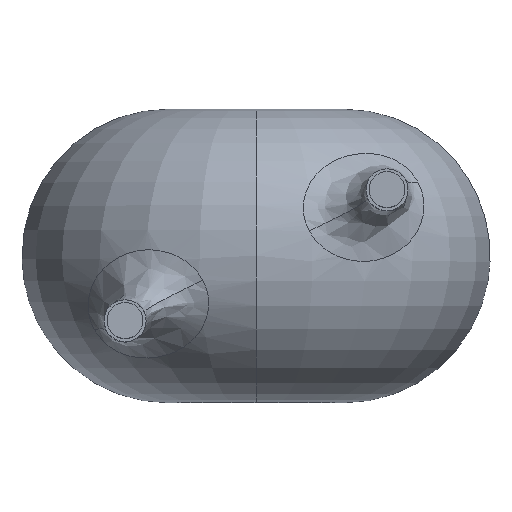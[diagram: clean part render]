
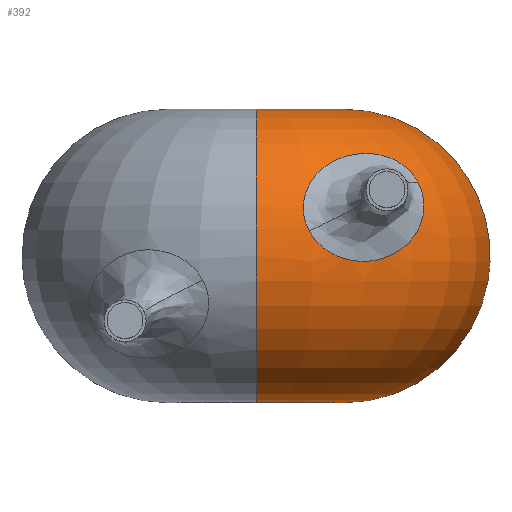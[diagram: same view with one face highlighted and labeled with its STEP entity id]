
A CAD part, top view. The second image highlights one B-rep face of the part: STEP entity #392.
In plain terms, the highlighted toroidal (fillet/blend) face has major radius 1.7 mm and minor radius 2.8 mm.
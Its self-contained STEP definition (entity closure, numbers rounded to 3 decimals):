
#2 = CARTESIAN_POINT ( 'NONE',  ( 2.212, 1.955, 2.976 ) ) ;
#7 = CIRCLE ( 'NONE', #939, 2.8 ) ;
#37 = EDGE_CURVE ( 'NONE', #254, #754, #961, .T. ) ;
#40 = DIRECTION ( 'NONE',  ( 0., 0., 1. ) ) ;
#44 = CARTESIAN_POINT ( 'NONE',  ( 1.015, 0.472, 4.343 ) ) ;
#60 = CARTESIAN_POINT ( 'NONE',  ( 1.462, 1.801, 3.559 ) ) ;
#94 = CARTESIAN_POINT ( 'NONE',  ( 1.267, 0.161, 4.314 ) ) ;
#100 = CARTESIAN_POINT ( 'NONE',  ( 1.015, 0.472, 4.343 ) ) ;
#104 = FACE_BOUND ( 'NONE', #153, .T. ) ;
#109 = CIRCLE ( 'NONE', #369, 1.7 ) ;
#118 = DIRECTION ( 'NONE',  ( 1., 0., 0. ) ) ;
#120 = DIRECTION ( 'NONE',  ( 0., 1., 0. ) ) ;
#138 = CARTESIAN_POINT ( 'NONE',  ( 1.015, 0.472, 4.343 ) ) ;
#153 = EDGE_LOOP ( 'NONE', ( #869, #703 ) ) ;
#154 = CARTESIAN_POINT ( 'NONE',  ( 0.949, 0.618, 4.329 ) ) ;
#164 = CARTESIAN_POINT ( 'NONE',  ( 0.911, 0.773, 4.297 ) ) ;
#176 = CARTESIAN_POINT ( 'NONE',  ( 3.024, 0.323, 3.329 ) ) ;
#189 = CARTESIAN_POINT ( 'NONE',  ( 3.179, 0.695, 3.066 ) ) ;
#198 = B_SPLINE_CURVE_WITH_KNOTS ( 'NONE', 3,
 ( #504, #330, #982, #837, #585, #518, #189, #176, #898, #262, #253, #425, #753, #903, #596, #94, #430, #914, #827, #100 ),
 .UNSPECIFIED., .F., .F.,
 ( 4, 2, 2, 2, 2, 2, 2, 2, 2, 4 ),
 ( 0., 0.001, 0.001, 0.001, 0.002, 0.003, 0.003, 0.004, 0.004, 0.004 ),
 .UNSPECIFIED. ) ;
#222 = CARTESIAN_POINT ( 'NONE',  ( 3.003, 1.542, 2.701 ) ) ;
#227 = VERTEX_POINT ( 'NONE', #974 ) ;
#234 = CARTESIAN_POINT ( 'NONE',  ( 1.074, 1.467, 3.947 ) ) ;
#240 = CARTESIAN_POINT ( 'NONE',  ( 2.83, 1.713, 2.706 ) ) ;
#253 = CARTESIAN_POINT ( 'NONE',  ( 2.32, -0.089, 3.858 ) ) ;
#254 = VERTEX_POINT ( 'NONE', #818 ) ;
#262 = CARTESIAN_POINT ( 'NONE',  ( 2.455, -0.05, 3.774 ) ) ;
#266 = AXIS2_PLACEMENT_3D ( 'NONE', #787, #118, #451 ) ;
#299 = DIRECTION ( 'NONE',  ( 0., 0., 1. ) ) ;
#306 = CARTESIAN_POINT ( 'NONE',  ( 0., -2.8, 0. ) ) ;
#310 = CARTESIAN_POINT ( 'NONE',  ( 0., -2.8, 1.7 ) ) ;
#330 = CARTESIAN_POINT ( 'NONE',  ( 3.126, 1.336, 2.748 ) ) ;
#369 = AXIS2_PLACEMENT_3D ( 'NONE', #306, #640, #299 ) ;
#392 = ADVANCED_FACE ( 'NONE', ( #104, #916 ), #1027, .T. ) ;
#415 = VERTEX_POINT ( 'NONE', #931 ) ;
#421 = ORIENTED_EDGE ( 'NONE', *, *, #497, .T. ) ;
#425 = CARTESIAN_POINT ( 'NONE',  ( 2.039, -0.118, 4.012 ) ) ;
#430 = CARTESIAN_POINT ( 'NONE',  ( 1.207, 0.214, 4.328 ) ) ;
#448 = EDGE_CURVE ( 'NONE', #807, #415, #7, .T. ) ;
#451 = DIRECTION ( 'NONE',  ( 0., 0., -1. ) ) ;
#474 = CARTESIAN_POINT ( 'NONE',  ( 1.158, 1.567, 3.854 ) ) ;
#480 = CARTESIAN_POINT ( 'NONE',  ( 1.695, 1.898, 3.358 ) ) ;
#485 = CARTESIAN_POINT ( 'NONE',  ( 0.906, 1.08, 4.192 ) ) ;
#497 = EDGE_CURVE ( 'NONE', #807, #254, #109, .T. ) ;
#504 = CARTESIAN_POINT ( 'NONE',  ( 3.087, 1.406, 2.73 ) ) ;
#510 = EDGE_LOOP ( 'NONE', ( #421, #643, #679, #723 ) ) ;
#518 = CARTESIAN_POINT ( 'NONE',  ( 3.207, 0.833, 2.979 ) ) ;
#528 = CARTESIAN_POINT ( 'NONE',  ( 0., 0., 1.7 ) ) ;
#549 = CARTESIAN_POINT ( 'NONE',  ( 3.049, 1.477, 2.711 ) ) ;
#558 = CARTESIAN_POINT ( 'NONE',  ( 1.354, 1.736, 3.659 ) ) ;
#585 = CARTESIAN_POINT ( 'NONE',  ( 3.202, 1.046, 2.868 ) ) ;
#596 = CARTESIAN_POINT ( 'NONE',  ( 1.459, 0.022, 4.26 ) ) ;
#612 = CARTESIAN_POINT ( 'NONE',  ( 0., 0., 0. ) ) ;
#640 = DIRECTION ( 'NONE',  ( 0., 1., 0. ) ) ;
#643 = ORIENTED_EDGE ( 'NONE', *, *, #37, .T. ) ;
#644 = CARTESIAN_POINT ( 'NONE',  ( 2.892, 1.661, 2.698 ) ) ;
#648 = CARTESIAN_POINT ( 'NONE',  ( 0.903, 0.85, 4.275 ) ) ;
#653 = CARTESIAN_POINT ( 'NONE',  ( 1.819, 1.93, 3.258 ) ) ;
#656 = CARTESIAN_POINT ( 'NONE',  ( 0., 2.8, 0. ) ) ;
#669 = DIRECTION ( 'NONE',  ( 0., 1., 0. ) ) ;
#679 = ORIENTED_EDGE ( 'NONE', *, *, #962, .F. ) ;
#703 = ORIENTED_EDGE ( 'NONE', *, *, #717, .T. ) ;
#714 = CIRCLE ( 'NONE', #765, 1.7 ) ;
#717 = EDGE_CURVE ( 'NONE', #853, #227, #789, .T. ) ;
#723 = ORIENTED_EDGE ( 'NONE', *, *, #448, .F. ) ;
#729 = CARTESIAN_POINT ( 'NONE',  ( 3.087, 1.406, 2.73 ) ) ;
#734 = CARTESIAN_POINT ( 'NONE',  ( 2.634, 1.845, 2.754 ) ) ;
#745 = CARTESIAN_POINT ( 'NONE',  ( 0.946, 1.221, 4.117 ) ) ;
#753 = CARTESIAN_POINT ( 'NONE',  ( 1.892, -0.11, 4.084 ) ) ;
#754 = VERTEX_POINT ( 'NONE', #1037 ) ;
#765 = AXIS2_PLACEMENT_3D ( 'NONE', #656, #669, #987 ) ;
#785 = DIRECTION ( 'NONE',  ( -1., 0., 0. ) ) ;
#787 = CARTESIAN_POINT ( 'NONE',  ( 0., 0., -1.7 ) ) ;
#789 = B_SPLINE_CURVE_WITH_KNOTS ( 'NONE', 3,
 ( #138, #814, #154, #164, #648, #485, #745, #234, #474, #558, #60, #480, #653, #970, #2, #965, #734, #240, #644, #222, #549, #729 ),
 .UNSPECIFIED., .F., .F.,
 ( 4, 2, 2, 2, 2, 2, 2, 2, 2, 2, 4 ),
 ( 0.004, 0.004, 0.005, 0.005, 0.006, 0.006, 0.007, 0.007, 0.008, 0.008, 0.008 ),
 .UNSPECIFIED. ) ;
#807 = VERTEX_POINT ( 'NONE', #310 ) ;
#814 = CARTESIAN_POINT ( 'NONE',  ( 0.978, 0.543, 4.339 ) ) ;
#818 = CARTESIAN_POINT ( 'NONE',  ( 0., -2.8, -1.7 ) ) ;
#827 = CARTESIAN_POINT ( 'NONE',  ( 1.053, 0.401, 4.346 ) ) ;
#837 = CARTESIAN_POINT ( 'NONE',  ( 3.192, 1.12, 2.833 ) ) ;
#853 = VERTEX_POINT ( 'NONE', #44 ) ;
#869 = ORIENTED_EDGE ( 'NONE', *, *, #944, .T. ) ;
#898 = CARTESIAN_POINT ( 'NONE',  ( 2.825, 0.124, 3.516 ) ) ;
#903 = CARTESIAN_POINT ( 'NONE',  ( 1.603, -0.04, 4.208 ) ) ;
#914 = CARTESIAN_POINT ( 'NONE',  ( 1.101, 0.333, 4.344 ) ) ;
#916 = FACE_OUTER_BOUND ( 'NONE', #510, .T. ) ;
#931 = CARTESIAN_POINT ( 'NONE',  ( 0., 2.8, 1.7 ) ) ;
#939 = AXIS2_PLACEMENT_3D ( 'NONE', #528, #785, #1019 ) ;
#944 = EDGE_CURVE ( 'NONE', #227, #853, #198, .T. ) ;
#961 = CIRCLE ( 'NONE', #266, 2.8 ) ;
#962 = EDGE_CURVE ( 'NONE', #415, #754, #714, .T. ) ;
#965 = CARTESIAN_POINT ( 'NONE',  ( 2.489, 1.9, 2.819 ) ) ;
#970 = CARTESIAN_POINT ( 'NONE',  ( 2.077, 1.959, 3.068 ) ) ;
#974 = CARTESIAN_POINT ( 'NONE',  ( 3.087, 1.406, 2.73 ) ) ;
#978 = AXIS2_PLACEMENT_3D ( 'NONE', #612, #120, #40 ) ;
#982 = CARTESIAN_POINT ( 'NONE',  ( 3.153, 1.265, 2.773 ) ) ;
#987 = DIRECTION ( 'NONE',  ( 0., 0., 1. ) ) ;
#1019 = DIRECTION ( 'NONE',  ( 0., 0., 1. ) ) ;
#1027 = TOROIDAL_SURFACE ( 'NONE', #978, 1.7, 2.8 ) ;
#1037 = CARTESIAN_POINT ( 'NONE',  ( 0., 2.8, -1.7 ) ) ;
